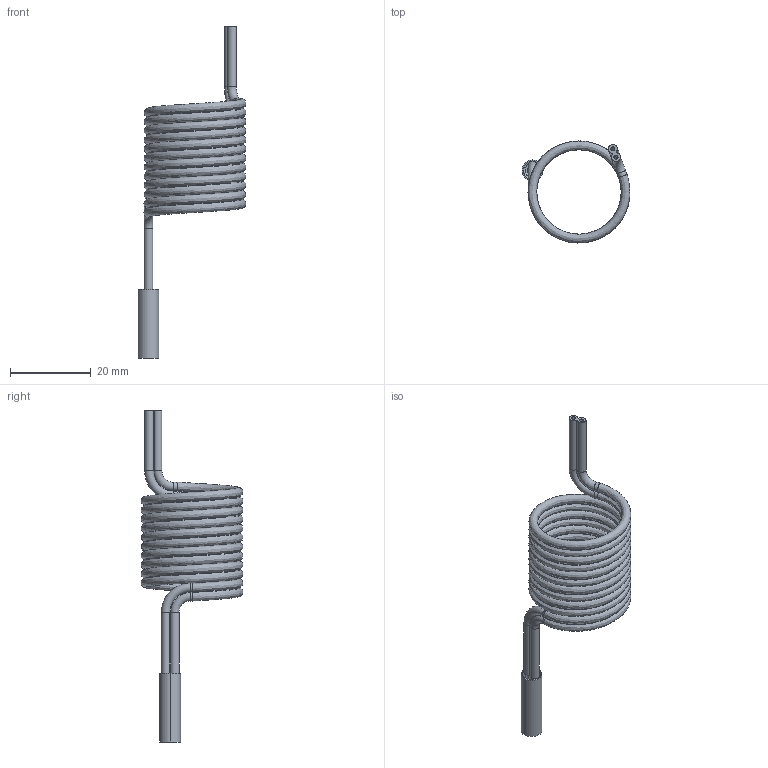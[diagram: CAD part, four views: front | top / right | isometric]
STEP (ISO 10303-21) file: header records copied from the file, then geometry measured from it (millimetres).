
FILE_DESCRIPTION((''),'2;1');
FILE_NAME('193969_ASM','2016-03-09T',('pdmadmin'),(''),'PRO/ENGINEER BY PARAMETRIC TECHNOLOGY CORPORATION, 2013230','PRO/ENGINEER BY PARAMETRIC TECHNOLOGY CORPORATION, 2013230','');
FILE_SCHEMA(('CONFIG_CONTROL_DESIGN'));
Length unit declared in the file: inch
Products named in the file (6): 13534_AF0; 10150_AF0; FIBER_CORE_1MM_AF0; FIBER_CORE_1MM_AF1; 68658_ASM; 193969_ASM
Assembly tree (5 placements, depth 3):
  193969_ASM
    68658_ASM
      13534_AF0
      10150_AF0
      FIBER_CORE_1MM_AF0
      FIBER_CORE_1MM_AF1
Bounding box: 26.67 x 25.19 x 82.02 mm (x, y, z)
Volume: 2942 mm3; surface area: 8942.6 mm2
Topology: 4 solids, 4 shells, 84 faces, 193 edges, 119 vertices
Faces by surface type: cylinder 36, bspline 16, plane 14, torus 12, cone 6
Entity records: 9310 total; most frequent: CARTESIAN_POINT 7248, DIRECTION 440, ORIENTED_EDGE 386, EDGE_CURVE 193, AXIS2_PLACEMENT_3D 190, VERTEX_POINT 119, CIRCLE 107, EDGE_LOOP 92
